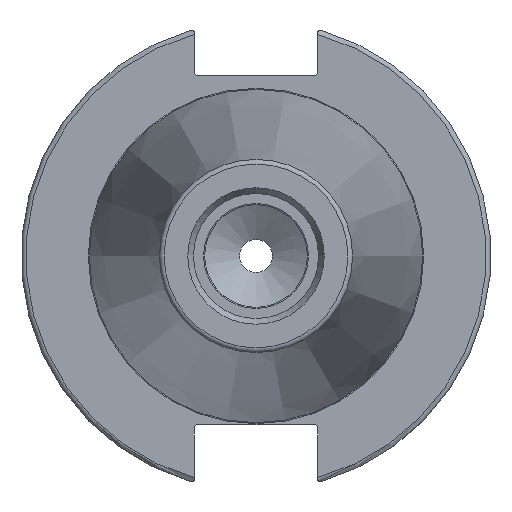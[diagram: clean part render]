
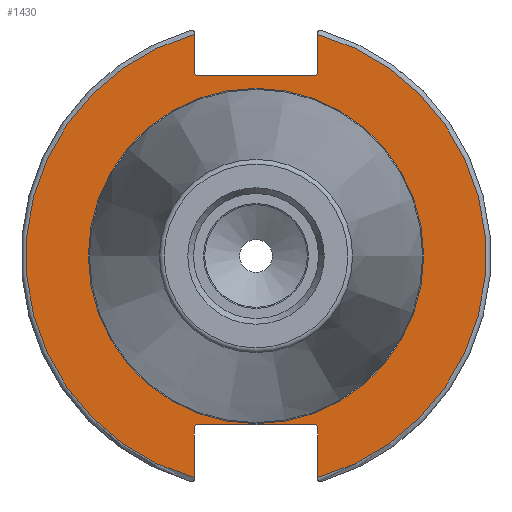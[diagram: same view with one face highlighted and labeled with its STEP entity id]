
A CAD part, left-side view. The second image highlights one B-rep face of the part: STEP entity #1430.
In plain terms, the highlighted planar face has unit normal (-1, 0, 0).
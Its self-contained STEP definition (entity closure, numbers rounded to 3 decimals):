
#65=FACE_BOUND('',#380,.T.);
#73=PLANE('',#1604);
#123=LINE('',#2371,#201);
#124=LINE('',#2373,#202);
#125=LINE('',#2375,#203);
#126=LINE('',#2377,#204);
#127=LINE('',#2379,#205);
#128=LINE('',#2383,#206);
#129=LINE('',#2385,#207);
#130=LINE('',#2387,#208);
#131=LINE('',#2389,#209);
#132=LINE('',#2390,#210);
#201=VECTOR('',#1934,10.);
#202=VECTOR('',#1935,10.);
#203=VECTOR('',#1936,10.);
#204=VECTOR('',#1937,10.);
#205=VECTOR('',#1938,10.);
#206=VECTOR('',#1941,10.);
#207=VECTOR('',#1942,10.);
#208=VECTOR('',#1943,10.);
#209=VECTOR('',#1944,10.);
#210=VECTOR('',#1945,10.);
#300=FACE_OUTER_BOUND('',#379,.T.);
#379=EDGE_LOOP('',(#1124,#1125,#1126,#1127,#1128,#1129,#1130,#1131,#1132,
#1133,#1134,#1135));
#380=EDGE_LOOP('',(#1136,#1137));
#505=CIRCLE('',#1600,35.125);
#506=CIRCLE('',#1601,35.125);
#509=CIRCLE('',#1605,48.213);
#510=CIRCLE('',#1606,48.213);
#624=VERTEX_POINT('',#2358);
#625=VERTEX_POINT('',#2360);
#627=VERTEX_POINT('',#2367);
#628=VERTEX_POINT('',#2368);
#629=VERTEX_POINT('',#2370);
#630=VERTEX_POINT('',#2372);
#631=VERTEX_POINT('',#2374);
#632=VERTEX_POINT('',#2376);
#633=VERTEX_POINT('',#2378);
#634=VERTEX_POINT('',#2380);
#635=VERTEX_POINT('',#2382);
#636=VERTEX_POINT('',#2384);
#637=VERTEX_POINT('',#2386);
#638=VERTEX_POINT('',#2388);
#807=EDGE_CURVE('',#624,#625,#505,.T.);
#808=EDGE_CURVE('',#625,#624,#506,.T.);
#811=EDGE_CURVE('',#627,#628,#509,.T.);
#812=EDGE_CURVE('',#627,#629,#123,.T.);
#813=EDGE_CURVE('',#630,#629,#124,.T.);
#814=EDGE_CURVE('',#630,#631,#125,.T.);
#815=EDGE_CURVE('',#632,#631,#126,.T.);
#816=EDGE_CURVE('',#632,#633,#127,.T.);
#817=EDGE_CURVE('',#634,#633,#510,.T.);
#818=EDGE_CURVE('',#634,#635,#128,.T.);
#819=EDGE_CURVE('',#636,#635,#129,.T.);
#820=EDGE_CURVE('',#636,#637,#130,.T.);
#821=EDGE_CURVE('',#638,#637,#131,.T.);
#822=EDGE_CURVE('',#638,#628,#132,.T.);
#1124=ORIENTED_EDGE('',*,*,#811,.F.);
#1125=ORIENTED_EDGE('',*,*,#812,.T.);
#1126=ORIENTED_EDGE('',*,*,#813,.F.);
#1127=ORIENTED_EDGE('',*,*,#814,.T.);
#1128=ORIENTED_EDGE('',*,*,#815,.F.);
#1129=ORIENTED_EDGE('',*,*,#816,.T.);
#1130=ORIENTED_EDGE('',*,*,#817,.F.);
#1131=ORIENTED_EDGE('',*,*,#818,.T.);
#1132=ORIENTED_EDGE('',*,*,#819,.F.);
#1133=ORIENTED_EDGE('',*,*,#820,.T.);
#1134=ORIENTED_EDGE('',*,*,#821,.F.);
#1135=ORIENTED_EDGE('',*,*,#822,.T.);
#1136=ORIENTED_EDGE('',*,*,#808,.F.);
#1137=ORIENTED_EDGE('',*,*,#807,.F.);
#1430=ADVANCED_FACE('',(#300,#65),#73,.T.);
#1600=AXIS2_PLACEMENT_3D('',#2361,#1922,#1923);
#1601=AXIS2_PLACEMENT_3D('',#2362,#1924,#1925);
#1604=AXIS2_PLACEMENT_3D('',#2366,#1930,#1931);
#1605=AXIS2_PLACEMENT_3D('',#2369,#1932,#1933);
#1606=AXIS2_PLACEMENT_3D('',#2381,#1939,#1940);
#1922=DIRECTION('center_axis',(-1.,0.,0.));
#1923=DIRECTION('ref_axis',(0.,-1.,0.));
#1924=DIRECTION('center_axis',(-1.,0.,0.));
#1925=DIRECTION('ref_axis',(0.,-1.,0.));
#1930=DIRECTION('center_axis',(-1.,0.,0.));
#1931=DIRECTION('ref_axis',(0.,0.,1.));
#1932=DIRECTION('center_axis',(1.,0.,0.));
#1933=DIRECTION('ref_axis',(0.,-1.,0.));
#1934=DIRECTION('',(0.,0.,-1.));
#1935=DIRECTION('',(0.,-0.707,0.707));
#1936=DIRECTION('',(0.,1.,0.));
#1937=DIRECTION('',(0.,-0.707,-0.707));
#1938=DIRECTION('',(0.,0.,1.));
#1939=DIRECTION('center_axis',(1.,0.,0.));
#1940=DIRECTION('ref_axis',(0.,1.,0.));
#1941=DIRECTION('',(0.,0.,1.));
#1942=DIRECTION('',(0.,0.707,-0.707));
#1943=DIRECTION('',(0.,-1.,0.));
#1944=DIRECTION('',(0.,0.707,0.707));
#1945=DIRECTION('',(0.,0.,-1.));
#2358=CARTESIAN_POINT('',(3.175,0.,35.125));
#2360=CARTESIAN_POINT('',(3.175,35.125,0.));
#2361=CARTESIAN_POINT('Origin',(3.175,0.,0.));
#2362=CARTESIAN_POINT('Origin',(3.175,0.,0.));
#2366=CARTESIAN_POINT('Origin',(3.175,49.213,0.));
#2367=CARTESIAN_POINT('',(3.175,-12.95,46.441));
#2368=CARTESIAN_POINT('',(3.175,-12.95,-46.441));
#2369=CARTESIAN_POINT('Origin',(3.175,0.,0.));
#2370=CARTESIAN_POINT('',(3.175,-12.95,38.219));
#2371=CARTESIAN_POINT('',(3.175,-12.95,18.86));
#2372=CARTESIAN_POINT('',(3.175,-12.45,37.719));
#2373=CARTESIAN_POINT('',(3.175,12.27,12.999));
#2374=CARTESIAN_POINT('',(3.175,12.45,37.719));
#2375=CARTESIAN_POINT('',(3.175,24.606,37.719));
#2376=CARTESIAN_POINT('',(3.175,12.95,38.219));
#2377=CARTESIAN_POINT('',(3.175,12.336,37.605));
#2378=CARTESIAN_POINT('',(3.175,12.95,46.441));
#2379=CARTESIAN_POINT('',(3.175,12.95,18.86));
#2380=CARTESIAN_POINT('',(3.175,12.95,-46.441));
#2381=CARTESIAN_POINT('Origin',(3.175,0.,0.));
#2382=CARTESIAN_POINT('',(3.175,12.95,-35.806));
#2383=CARTESIAN_POINT('',(3.175,12.95,-17.653));
#2384=CARTESIAN_POINT('',(3.175,12.45,-35.306));
#2385=CARTESIAN_POINT('',(3.175,12.939,-35.795));
#2386=CARTESIAN_POINT('',(3.175,-12.45,-35.306));
#2387=CARTESIAN_POINT('',(3.175,24.606,-35.306));
#2388=CARTESIAN_POINT('',(3.175,-12.95,-35.806));
#2389=CARTESIAN_POINT('',(3.175,11.667,-11.189));
#2390=CARTESIAN_POINT('',(3.175,-12.95,-17.653));
